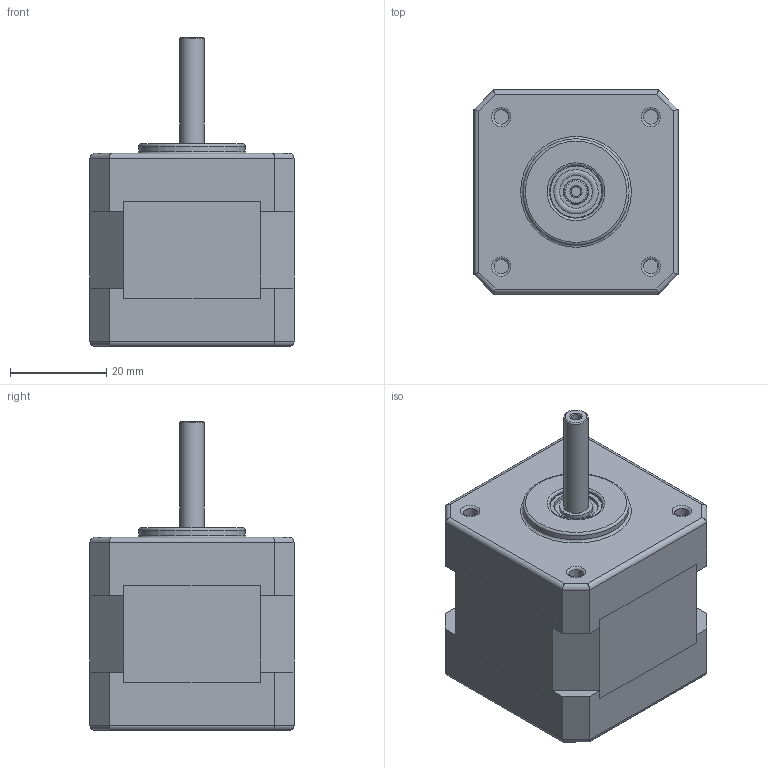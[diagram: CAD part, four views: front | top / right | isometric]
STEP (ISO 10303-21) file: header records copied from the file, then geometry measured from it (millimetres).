
FILE_DESCRIPTION(/* description */ ('STEP AP214','CAx-IF Rec.Pracs.---Representation and Presentation of Product Manufacturing Information (PMI)---4.0---2014-10-13'),/* implementation_level */ '2;1');
FILE_NAME(/* name */ 'NEMA 17.step',/* time_stamp */ '2025-08-01T18:07:19+05:30',/* author */ (''),/* organization */ (''),/* preprocessor_version */ 'ST-DEVELOPER v20',/* originating_system */ 'Autodesk Translation Framework v13.20.0.188',/* authorisation */ '');
FILE_SCHEMA (('AP242_MANAGED_MODEL_BASED_3D_ENGINEERING_MIM_LF { 1 0 10303 442 1 1 4 }'));
Length unit declared in the file: millimetre
Products named in the file (7): NEMA 17 with T5 Pulley; Base; Cuerpo; Tapa; Eje; pan cross head_am_B18.6.7M - M3 x 0.5 x 5 Type I Cross Recessed PHMS 
--5N; instrument ball bearing_68_am_AFBMA 12.1.4.1 - 0050-11 - 10,SI,NC,10_
68
Assembly tree (10 placements, depth 2):
  NEMA 17 with T5 Pulley
    Base
    Cuerpo
    Tapa
    pan cross head_am_B18.6.7M - M3 x 0.5 x 5 Type I Cross Recessed PHMS 
--5N  x4
    Eje
    instrument ball bearing_68_am_AFBMA 12.1.4.1 - 0050-11 - 10,SI,NC,10_
68  x2
Bounding box: 42.3 x 42.3 x 64 mm (x, y, z)
Volume: 69820.9 mm3; surface area: 20407.9 mm2
Topology: 10 solids, 10 shells, 222 faces, 463 edges, 285 vertices
Faces by surface type: plane 128, cylinder 55, torus 35, sphere 4
Full cylindrical faces by diameter (mm): 2 x1, 3 x12, 5 x5, 5.6 x4, 6.2 x4, 6.8 x4, 9.2 x4, 11 x4, 22 x1
Entity records: 4362 total; most frequent: DIRECTION 799, CARTESIAN_POINT 691, ORIENTED_EDGE 646, EDGE_CURVE 323, AXIS2_PLACEMENT_3D 310, VERTEX_POINT 202, EDGE_LOOP 179, LINE 179
